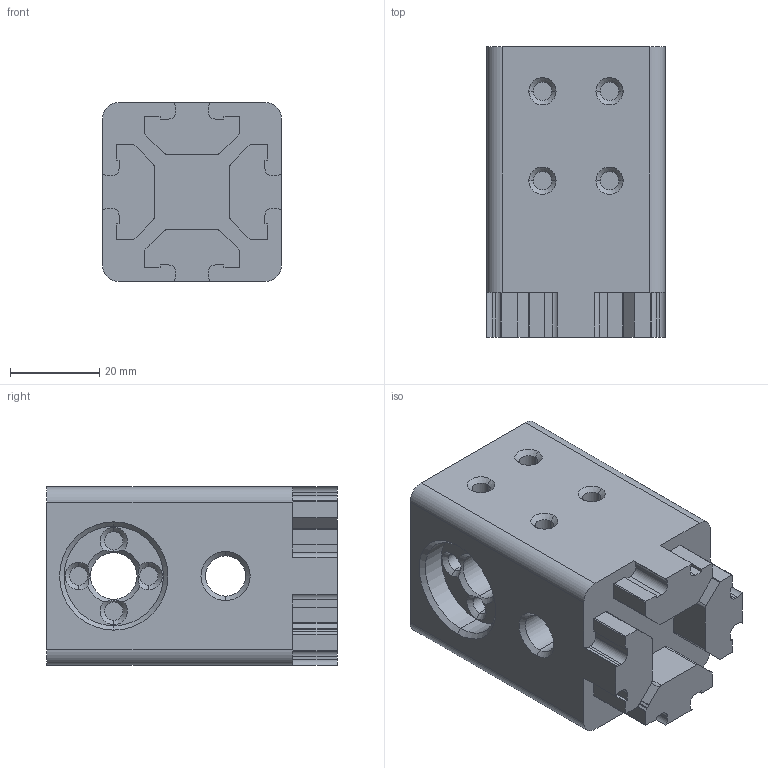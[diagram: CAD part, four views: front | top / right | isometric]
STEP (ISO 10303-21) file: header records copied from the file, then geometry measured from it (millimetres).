
FILE_DESCRIPTION (( 'STEP AP203' ), '1' );
FILE_NAME ('CB-002-002- Lead Screw Nut Block.STEP', '2023-07-09T14:38:47', ( '' ), ( '' ), 'SwSTEP 2.0', 'SolidWorks 2023', '' );
FILE_SCHEMA (( 'CONFIG_CONTROL_DESIGN' ));
Length unit declared in the file: millimetre
Products named in the file (1): CB-002-002- Lead Screw Nut Block
Bounding box: 40 x 65 x 40 mm (x, y, z)
Volume: 82368.1 mm3; surface area: 18088.6 mm2
Topology: 1 solids, 1 shells, 214 faces, 548 edges, 350 vertices
Faces by surface type: plane 86, cylinder 84, cone 44
Entity records: 6627 total; most frequent: DIRECTION 1188, CARTESIAN_POINT 1167, ORIENTED_EDGE 1096, EDGE_CURVE 548, AXIS2_PLACEMENT_3D 431, VERTEX_POINT 350, LINE 326, VECTOR 326
